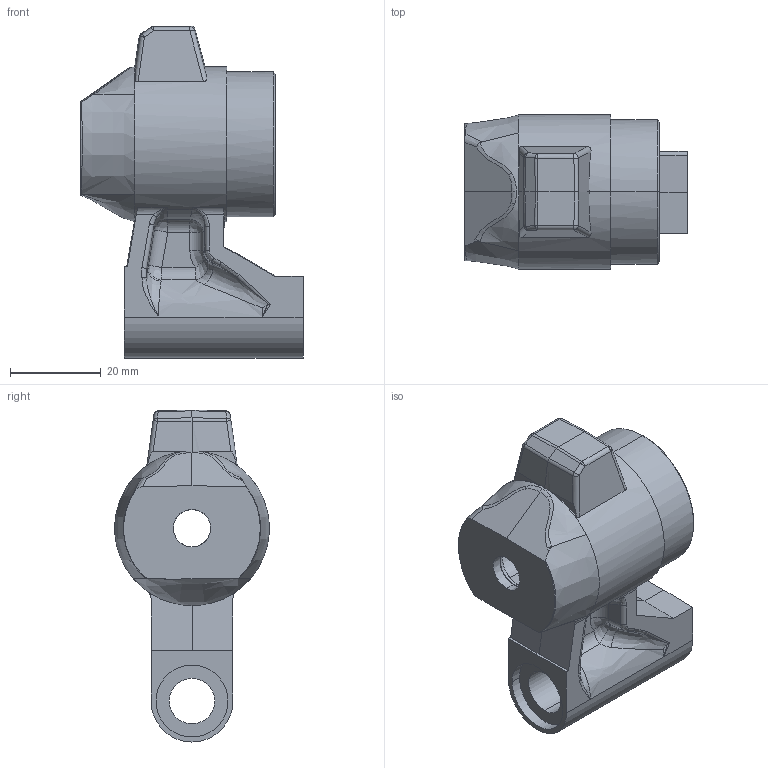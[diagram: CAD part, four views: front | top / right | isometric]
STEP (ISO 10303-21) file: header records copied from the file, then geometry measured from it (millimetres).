
FILE_DESCRIPTION(('CATIA V5 STEP Exchange','CAx-IF Rec.Pracs.--- Model Styling and Organization---1.4--- 2014-01-23'),'2;1');
FILE_NAME('506_37_94_________ARM__SToDRULLE__G.stp','2018-11-05T08:05:42+00:00',('none'),('none'),'CATIA Version 5-6 Release 2016 SP4','CATIA V5 STEP AP214','none');
FILE_SCHEMA(('AUTOMOTIVE_DESIGN { 1 0 10303 214 1 1 1 1 }'));
Length unit declared in the file: millimetre
Products named in the file (1): 506_37_94_________ARM__SToDRULLE__G
Bounding box: 48.9 x 34 x 73 mm (x, y, z)
Volume: 27198.8 mm3; surface area: 14532.2 mm2
Topology: 1 solids, 1 shells, 209 faces, 553 edges, 349 vertices
Faces by surface type: bspline 72, cylinder 67, plane 54, cone 14, torus 2
Entity records: 9387 total; most frequent: CARTESIAN_POINT 4852, ORIENTED_EDGE 1028, DIRECTION 543, EDGE_CURVE 514, VERTEX_POINT 315, B_SPLINE_CURVE_WITH_KNOTS 248, AXIS2_PLACEMENT_3D 230, EDGE_LOOP 221
